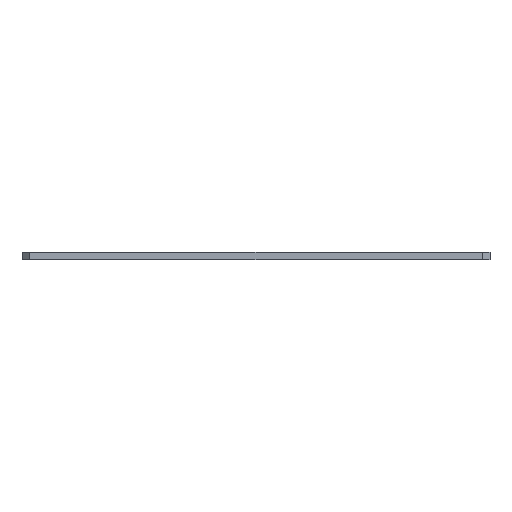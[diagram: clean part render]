
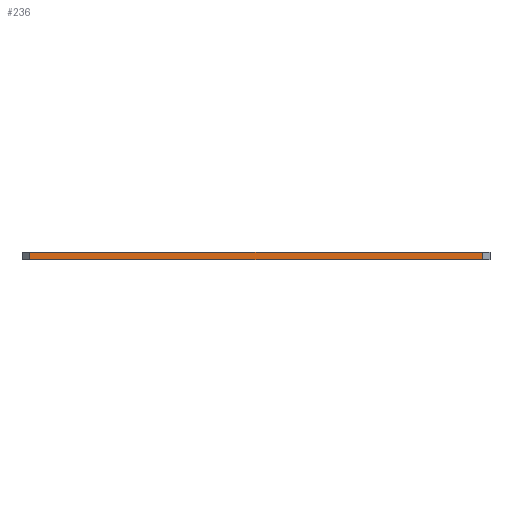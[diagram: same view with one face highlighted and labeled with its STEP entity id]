
A CAD part, front view. The second image highlights one B-rep face of the part: STEP entity #236.
In plain terms, the highlighted planar face has unit normal (0, -1, 0).
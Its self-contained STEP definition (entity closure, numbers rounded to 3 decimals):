
#2 = LINE ( 'NONE', #116, #782 ) ;
#5 = LINE ( 'NONE', #259, #515 ) ;
#46 = CARTESIAN_POINT ( 'NONE',  ( 118., -120., 0. ) ) ;
#59 = DIRECTION ( 'NONE',  ( -1., 0., 0. ) ) ;
#116 = CARTESIAN_POINT ( 'NONE',  ( 2., -120., -2. ) ) ;
#161 = VERTEX_POINT ( 'NONE', #46 ) ;
#172 = EDGE_LOOP ( 'NONE', ( #189, #557, #784, #658 ) ) ;
#189 = ORIENTED_EDGE ( 'NONE', *, *, #316, .F. ) ;
#202 = CARTESIAN_POINT ( 'NONE',  ( 118., -120., -2. ) ) ;
#236 = ADVANCED_FACE ( 'NONE', ( #783 ), #252, .F. ) ;
#237 = AXIS2_PLACEMENT_3D ( 'NONE', #386, #789, #453 ) ;
#252 = PLANE ( 'NONE',  #237 ) ;
#259 = CARTESIAN_POINT ( 'NONE',  ( 0., -120., 0. ) ) ;
#272 = VECTOR ( 'NONE', #544, 1000. ) ;
#277 = LINE ( 'NONE', #539, #272 ) ;
#308 = EDGE_CURVE ( 'NONE', #374, #464, #2, .T. ) ;
#316 = EDGE_CURVE ( 'NONE', #390, #464, #393, .T. ) ;
#325 = EDGE_CURVE ( 'NONE', #161, #374, #5, .T. ) ;
#354 = CARTESIAN_POINT ( 'NONE',  ( 2., -120., -2. ) ) ;
#355 = VECTOR ( 'NONE', #716, 1000. ) ;
#374 = VERTEX_POINT ( 'NONE', #667 ) ;
#386 = CARTESIAN_POINT ( 'NONE',  ( 0., -120., -2. ) ) ;
#390 = VERTEX_POINT ( 'NONE', #202 ) ;
#393 = LINE ( 'NONE', #521, #355 ) ;
#453 = DIRECTION ( 'NONE',  ( 0., 0., 1. ) ) ;
#457 = EDGE_CURVE ( 'NONE', #390, #161, #277, .T. ) ;
#464 = VERTEX_POINT ( 'NONE', #354 ) ;
#515 = VECTOR ( 'NONE', #59, 1000. ) ;
#521 = CARTESIAN_POINT ( 'NONE',  ( 0., -120., -2. ) ) ;
#539 = CARTESIAN_POINT ( 'NONE',  ( 118., -120., -2. ) ) ;
#544 = DIRECTION ( 'NONE',  ( 0., 0., 1. ) ) ;
#557 = ORIENTED_EDGE ( 'NONE', *, *, #457, .T. ) ;
#658 = ORIENTED_EDGE ( 'NONE', *, *, #308, .T. ) ;
#667 = CARTESIAN_POINT ( 'NONE',  ( 2., -120., 0. ) ) ;
#712 = DIRECTION ( 'NONE',  ( 0., 0., -1. ) ) ;
#716 = DIRECTION ( 'NONE',  ( -1., 0., 0. ) ) ;
#782 = VECTOR ( 'NONE', #712, 1000. ) ;
#783 = FACE_OUTER_BOUND ( 'NONE', #172, .T. ) ;
#784 = ORIENTED_EDGE ( 'NONE', *, *, #325, .T. ) ;
#789 = DIRECTION ( 'NONE',  ( 0., 1., 0. ) ) ;
